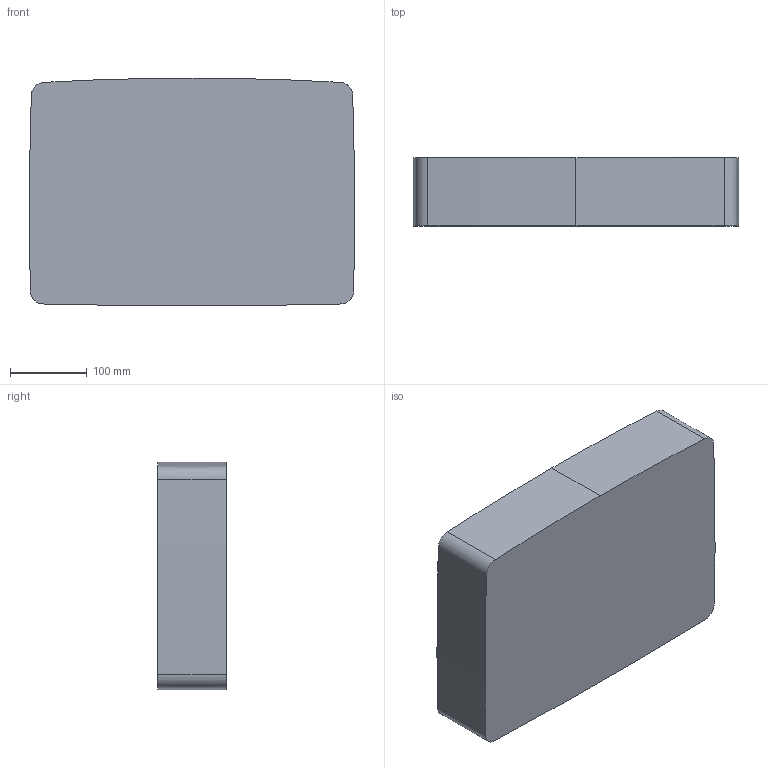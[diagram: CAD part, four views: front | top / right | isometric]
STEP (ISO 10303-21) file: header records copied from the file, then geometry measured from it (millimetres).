
FILE_DESCRIPTION (( 'STEP AP214' ), '1' );
FILE_NAME ('1470_bot.STEP', '2005-08-24T22:38:37', ( ' ' ), ( ' ' ), 'SwSTEP 2.0', 'SolidWorks 2005143', '' );
FILE_SCHEMA (( 'AUTOMOTIVE_DESIGN' ));
Length unit declared in the file: inch
Products named in the file (1): 1470_bot
Bounding box: 424.68 x 88.9 x 297.45 mm (x, y, z)
Surface area: 640813.3 mm2 (no closed solid volume)
Topology: 0 solids, 3 shells, 112 faces, 269 edges, 172 vertices
Faces by surface type: bspline 56, cone 20, plane 19, cylinder 17
Entity records: 9848 total; most frequent: CARTESIAN_POINT 7629, ORIENTED_EDGE 527, DIRECTION 333, EDGE_CURVE 269, VERTEX_POINT 172, AXIS2_PLACEMENT_3D 133, EDGE_LOOP 123, ADVANCED_FACE 112
